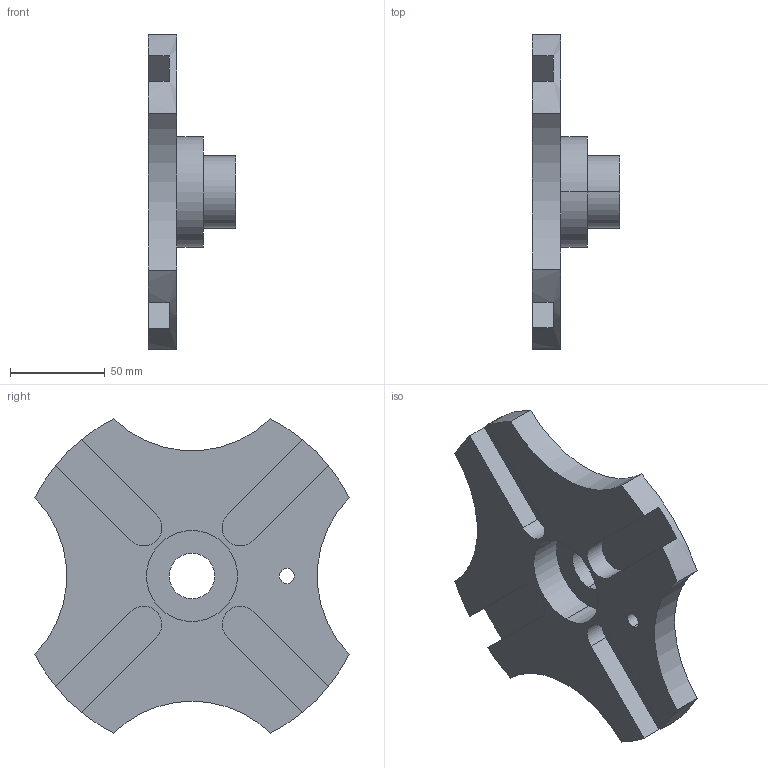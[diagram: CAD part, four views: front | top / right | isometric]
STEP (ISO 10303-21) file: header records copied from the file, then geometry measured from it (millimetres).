
FILE_DESCRIPTION (( 'STEP AP203' ), '1' );
FILE_NAME ('croix_Défaut_sldprt.STEP', '2019-10-30T13:03:13', ( '' ), ( '' ), 'SwSTEP 2.0', 'SolidWorks 2017', '' );
FILE_SCHEMA (( 'CONFIG_CONTROL_DESIGN' ));
Length unit declared in the file: millimetre
Products named in the file (1): croix_Défaut_sldprt
Bounding box: 46 x 165.6 x 165.6 mm (x, y, z)
Volume: 271937.1 mm3; surface area: 64993.1 mm2
Topology: 1 solids, 1 shells, 42 faces, 111 edges, 74 vertices
Faces by surface type: cylinder 25, plane 17
Entity records: 1418 total; most frequent: DIRECTION 255, CARTESIAN_POINT 228, ORIENTED_EDGE 222, EDGE_CURVE 111, AXIS2_PLACEMENT_3D 101, VERTEX_POINT 74, CIRCLE 58, LINE 53
